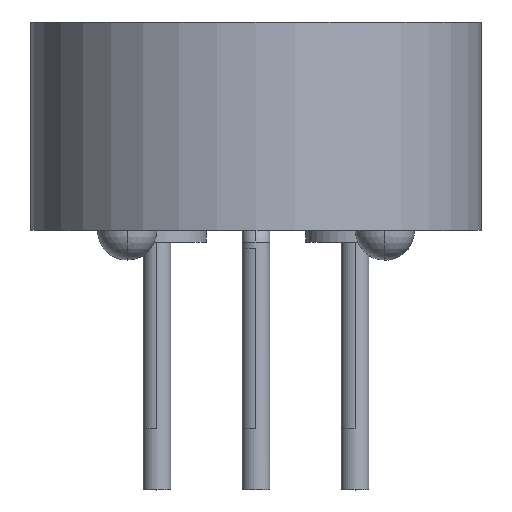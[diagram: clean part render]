
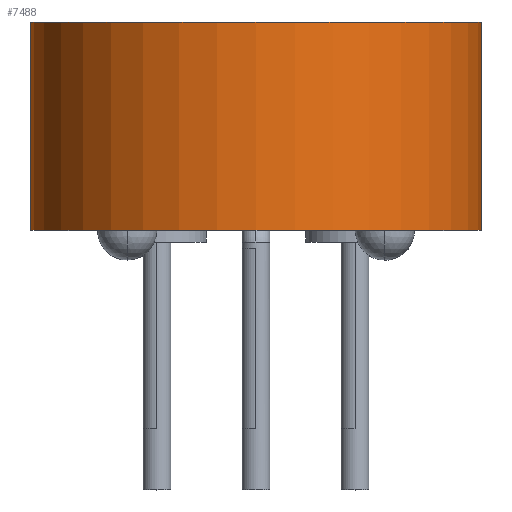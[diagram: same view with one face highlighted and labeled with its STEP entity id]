
A CAD part, top view. The second image highlights one B-rep face of the part: STEP entity #7488.
In plain terms, the highlighted cylindrical face has radius 5.779 mm (diameter 11.557 mm), a partial arc.
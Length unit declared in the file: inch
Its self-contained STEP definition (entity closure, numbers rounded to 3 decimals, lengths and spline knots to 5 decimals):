
#2=CARTESIAN_POINT('',(0.,0.,0.));
#3=DIRECTION('',(0.,-1.,0.));
#4=DIRECTION('',(1.,0.,0.));
#5=AXIS2_PLACEMENT_3D('',#2,#3,#4);
#22=DIRECTION('',(0.,1.,0.));
#23=VECTOR('',#22,0.21);
#24=CARTESIAN_POINT('',(-0.2275,-0.21,0.));
#25=LINE('',#24,#23);
#26=DIRECTION('',(0.,1.,0.));
#27=VECTOR('',#26,0.21);
#28=CARTESIAN_POINT('',(0.2275,-0.21,0.));
#29=LINE('',#28,#27);
#30=CARTESIAN_POINT('',(0.,-0.21,0.));
#31=DIRECTION('',(0.,1.,0.));
#32=DIRECTION('',(-1.,0.,0.));
#33=AXIS2_PLACEMENT_3D('',#30,#31,#32);
#5643=CARTESIAN_POINT('',(0.2275,0.,0.));
#5644=CARTESIAN_POINT('',(-0.2275,0.,0.));
#5645=VERTEX_POINT('',#5643);
#5646=VERTEX_POINT('',#5644);
#5651=CARTESIAN_POINT('',(0.2275,-0.21,0.));
#5652=VERTEX_POINT('',#5651);
#5653=CARTESIAN_POINT('',(-0.2275,-0.21,0.));
#5654=VERTEX_POINT('',#5653);
#7474=CARTESIAN_POINT('',(0.,-0.105,0.));
#7475=DIRECTION('',(0.,-1.,0.));
#7476=DIRECTION('',(0.998,0.,-0.063));
#7477=AXIS2_PLACEMENT_3D('',#7474,#7475,#7476);
#7478=CYLINDRICAL_SURFACE('',#7477,0.2275);
#7479=ORIENTED_EDGE('',*,*,#7461,.F.);
#7481=ORIENTED_EDGE('',*,*,#7480,.F.);
#7483=ORIENTED_EDGE('',*,*,#7482,.F.);
#7485=ORIENTED_EDGE('',*,*,#7484,.T.);
#7486=EDGE_LOOP('',(#7479,#7481,#7483,#7485));
#7487=FACE_OUTER_BOUND('',#7486,.F.);
#7488=ADVANCED_FACE('',(#7487),#7478,.T.);
#6=CIRCLE('',#5,0.2275);
#34=CIRCLE('',#33,0.2275);
#7461=EDGE_CURVE('',#5645,#5646,#6,.T.);
#7480=EDGE_CURVE('',#5652,#5645,#29,.T.);
#7482=EDGE_CURVE('',#5654,#5652,#34,.T.);
#7484=EDGE_CURVE('',#5654,#5646,#25,.T.);
